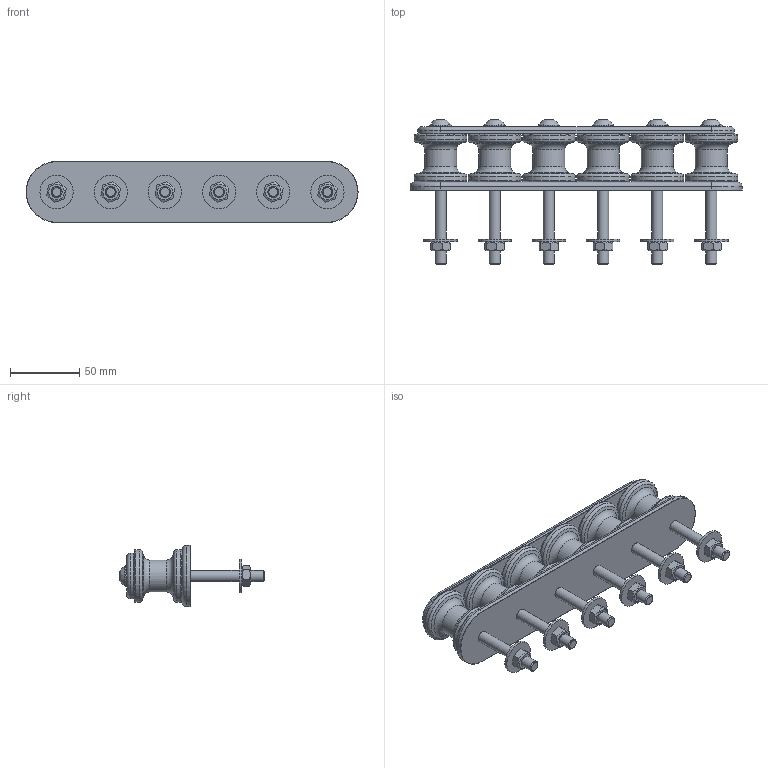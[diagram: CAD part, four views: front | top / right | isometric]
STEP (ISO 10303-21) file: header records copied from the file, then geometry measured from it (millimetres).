
FILE_DESCRIPTION(/* description */ (''),/* implementation_level */ '2;1');
FILE_NAME(/* name */ '526.042.stp',/* time_stamp */ '2020-04-17T11:31:35+02:00',/* author */ ('gianni'),/* organization */ (''),/* preprocessor_version */ 'ST-DEVELOPER v18.1',/* originating_system */ 'Autodesk Inventor 2021',/* authorisation */ '');
FILE_SCHEMA (('AUTOMOTIVE_DESIGN { 1 0 10303 214 3 1 1 }'));
Length unit declared in the file: millimetre
Products named in the file (1): 20041709
Bounding box: 239 x 104.4 x 44 mm (x, y, z)
Volume: 263495.2 mm3; surface area: 88384.4 mm2
Topology: 1 solids, 1 shells, 622 faces, 1160 edges, 914 vertices
Faces by surface type: sphere 324, plane 128, cylinder 66, torus 50, cone 48, bspline 6
Full cylindrical faces by diameter (mm): 8 x12, 12 x12, 15.6 x6, 23 x6, 24 x6, 38 x12
Entity records: 16517 total; most frequent: CARTESIAN_POINT 3165, DIRECTION 3044, ORIENTED_EDGE 2320, AXIS2_PLACEMENT_3D 1423, EDGE_CURVE 1160, EDGE_LOOP 1006, VERTEX_POINT 914, CIRCLE 806
